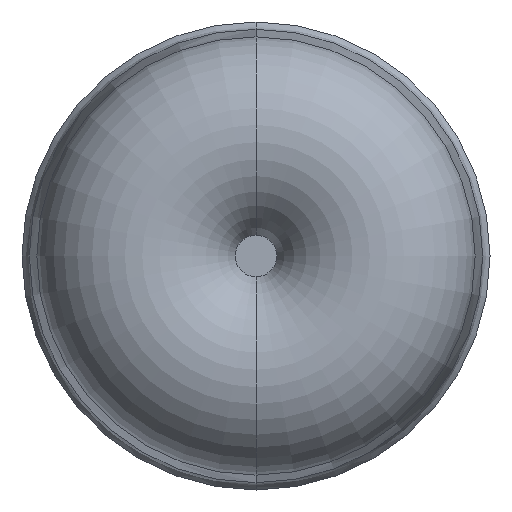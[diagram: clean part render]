
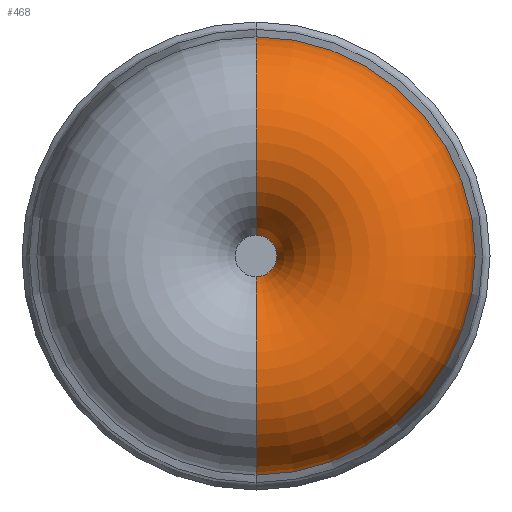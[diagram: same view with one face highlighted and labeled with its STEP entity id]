
A CAD part, front view. The second image highlights one B-rep face of the part: STEP entity #468.
In plain terms, the highlighted toroidal (fillet/blend) face has major radius 4 mm and minor radius 3.5 mm.
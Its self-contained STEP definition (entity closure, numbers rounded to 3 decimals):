
#15 = ORIENTED_EDGE ( 'NONE', *, *, #19, .T. ) ;
#19 = EDGE_CURVE ( 'NONE', #494, #662, #625, .T. ) ;
#21 = AXIS2_PLACEMENT_3D ( 'NONE', #796, #112, #216 ) ;
#32 = EDGE_LOOP ( 'NONE', ( #644, #15, #791, #168 ) ) ;
#38 = CIRCLE ( 'NONE', #486, 3.5 ) ;
#39 = DIRECTION ( 'NONE',  ( 1., 0., 0. ) ) ;
#48 = DIRECTION ( 'NONE',  ( 0., -1., 0. ) ) ;
#51 = CARTESIAN_POINT ( 'NONE',  ( 0., 2.3, 0. ) ) ;
#52 = CARTESIAN_POINT ( 'NONE',  ( 0., 5.949, 0. ) ) ;
#53 = EDGE_CURVE ( 'NONE', #662, #179, #640, .T. ) ;
#64 = CARTESIAN_POINT ( 'NONE',  ( 0., 5.949, 6.5 ) ) ;
#112 = DIRECTION ( 'NONE',  ( 0., 1., 0. ) ) ;
#147 = CARTESIAN_POINT ( 'NONE',  ( 0., 3.5, 4. ) ) ;
#150 = CARTESIAN_POINT ( 'NONE',  ( 0., 2.3, -0.712 ) ) ;
#160 = CARTESIAN_POINT ( 'NONE',  ( 0., 3.5, -4. ) ) ;
#168 = ORIENTED_EDGE ( 'NONE', *, *, #314, .F. ) ;
#179 = VERTEX_POINT ( 'NONE', #64 ) ;
#216 = DIRECTION ( 'NONE',  ( 0., 0., 1. ) ) ;
#292 = DIRECTION ( 'NONE',  ( 0., 0., 1. ) ) ;
#314 = EDGE_CURVE ( 'NONE', #541, #179, #38, .T. ) ;
#319 = AXIS2_PLACEMENT_3D ( 'NONE', #160, #39, #598 ) ;
#330 = DIRECTION ( 'NONE',  ( -1., 0., 0. ) ) ;
#442 = DIRECTION ( 'NONE',  ( 0., 0., 1. ) ) ;
#465 = EDGE_CURVE ( 'NONE', #494, #541, #807, .T. ) ;
#468 = ADVANCED_FACE ( 'NONE', ( #531 ), #691, .T. ) ;
#486 = AXIS2_PLACEMENT_3D ( 'NONE', #147, #330, #442 ) ;
#494 = VERTEX_POINT ( 'NONE', #150 ) ;
#531 = FACE_OUTER_BOUND ( 'NONE', #32, .T. ) ;
#538 = CARTESIAN_POINT ( 'NONE',  ( 0., 2.3, 0.712 ) ) ;
#541 = VERTEX_POINT ( 'NONE', #538 ) ;
#559 = AXIS2_PLACEMENT_3D ( 'NONE', #51, #48, #292 ) ;
#598 = DIRECTION ( 'NONE',  ( 0., 0., -1. ) ) ;
#625 = CIRCLE ( 'NONE', #319, 3.5 ) ;
#640 = CIRCLE ( 'NONE', #731, 6.5 ) ;
#644 = ORIENTED_EDGE ( 'NONE', *, *, #465, .F. ) ;
#662 = VERTEX_POINT ( 'NONE', #809 ) ;
#667 = DIRECTION ( 'NONE',  ( 0., -1., 0. ) ) ;
#669 = DIRECTION ( 'NONE',  ( 0., 0., 1. ) ) ;
#691 = TOROIDAL_SURFACE ( 'NONE', #21, 4., 3.5 ) ;
#731 = AXIS2_PLACEMENT_3D ( 'NONE', #52, #667, #669 ) ;
#791 = ORIENTED_EDGE ( 'NONE', *, *, #53, .T. ) ;
#796 = CARTESIAN_POINT ( 'NONE',  ( 0., 3.5, 0. ) ) ;
#807 = CIRCLE ( 'NONE', #559, 0.712 ) ;
#809 = CARTESIAN_POINT ( 'NONE',  ( 0., 5.949, -6.5 ) ) ;
